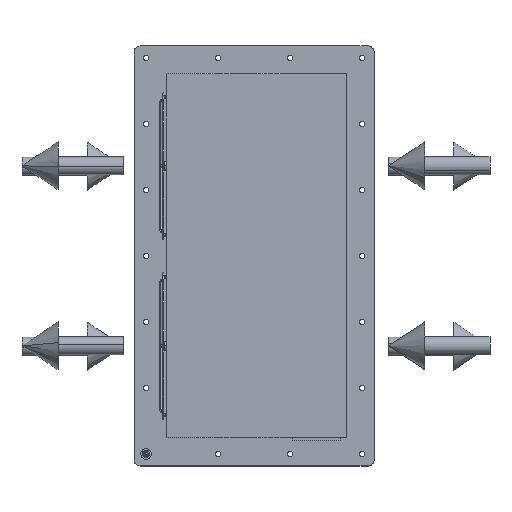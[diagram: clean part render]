
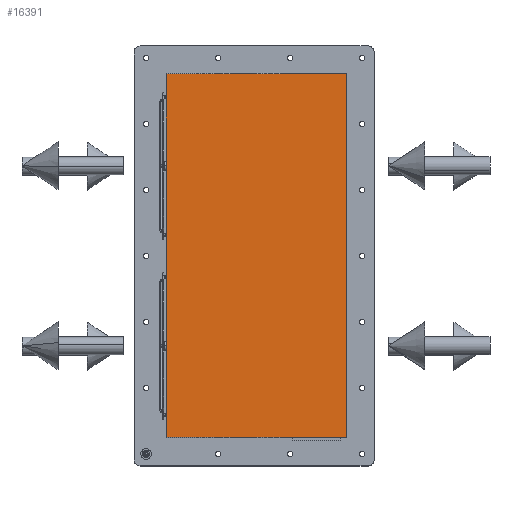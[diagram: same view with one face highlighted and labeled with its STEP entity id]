
A CAD part, top view. The second image highlights one B-rep face of the part: STEP entity #16391.
In plain terms, the highlighted planar face has unit normal (0, 0, 1).
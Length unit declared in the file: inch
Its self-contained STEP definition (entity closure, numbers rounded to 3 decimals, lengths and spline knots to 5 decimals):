
#601 = VECTOR ( 'NONE', #25387, 39.37008 ) ;
#661 = ORIENTED_EDGE ( 'NONE', *, *, #24146, .F. ) ;
#993 = CARTESIAN_POINT ( 'NONE',  ( 5.93646, 2.53969, 22.60363 ) ) ;
#1370 = LINE ( 'NONE', #17895, #601 ) ;
#2527 = CARTESIAN_POINT ( 'NONE',  ( 5.93646, 2.53969, 22.60363 ) ) ;
#3261 = PLANE ( 'NONE',  #21381 ) ;
#3473 = DIRECTION ( 'NONE',  ( -1., 0., 0. ) ) ;
#4757 = DIRECTION ( 'NONE',  ( -1., 0., 0. ) ) ;
#4844 = EDGE_CURVE ( 'NONE', #21776, #12240, #16764, .T. ) ;
#5519 = LINE ( 'NONE', #2527, #17918 ) ;
#8979 = ORIENTED_EDGE ( 'NONE', *, *, #26268, .F. ) ;
#9447 = DIRECTION ( 'NONE',  ( -1., 0., 0. ) ) ;
#9674 = CARTESIAN_POINT ( 'NONE',  ( 5.93646, 17.68469, 22.60363 ) ) ;
#10198 = VECTOR ( 'NONE', #9447, 39.37008 ) ;
#10829 = ORIENTED_EDGE ( 'NONE', *, *, #24384, .T. ) ;
#11497 = DIRECTION ( 'NONE',  ( 0., -1., 0. ) ) ;
#11579 = VERTEX_POINT ( 'NONE', #26893 ) ;
#12240 = VERTEX_POINT ( 'NONE', #24911 ) ;
#14591 = CARTESIAN_POINT ( 'NONE',  ( 5.93646, 2.53969, 22.60363 ) ) ;
#16391 = ADVANCED_FACE ( 'NONE', ( #31561 ), #3261, .F. ) ;
#16764 = LINE ( 'NONE', #9674, #10198 ) ;
#17895 = CARTESIAN_POINT ( 'NONE',  ( 5.93646, 2.53969, 22.60363 ) ) ;
#17918 = VECTOR ( 'NONE', #4757, 39.37008 ) ;
#18257 = DIRECTION ( 'NONE',  ( 0., 0., -1. ) ) ;
#18708 = VECTOR ( 'NONE', #11497, 39.37008 ) ;
#20814 = CARTESIAN_POINT ( 'NONE',  ( 5.93646, 17.68469, 22.60363 ) ) ;
#21381 = AXIS2_PLACEMENT_3D ( 'NONE', #993, #18257, #3473 ) ;
#21776 = VERTEX_POINT ( 'NONE', #20814 ) ;
#23921 = VERTEX_POINT ( 'NONE', #14591 ) ;
#24146 = EDGE_CURVE ( 'NONE', #21776, #23921, #1370, .T. ) ;
#24384 = EDGE_CURVE ( 'NONE', #12240, #11579, #31912, .T. ) ;
#24911 = CARTESIAN_POINT ( 'NONE',  ( -1.56354, 17.68469, 22.60363 ) ) ;
#25387 = DIRECTION ( 'NONE',  ( 0., -1., 0. ) ) ;
#26268 = EDGE_CURVE ( 'NONE', #23921, #11579, #5519, .T. ) ;
#26341 = CARTESIAN_POINT ( 'NONE',  ( -1.56354, 2.53969, 22.60363 ) ) ;
#26893 = CARTESIAN_POINT ( 'NONE',  ( -1.56354, 2.53969, 22.60363 ) ) ;
#28355 = EDGE_LOOP ( 'NONE', ( #10829, #8979, #661, #30480 ) ) ;
#30480 = ORIENTED_EDGE ( 'NONE', *, *, #4844, .T. ) ;
#31561 = FACE_OUTER_BOUND ( 'NONE', #28355, .T. ) ;
#31912 = LINE ( 'NONE', #26341, #18708 ) ;
